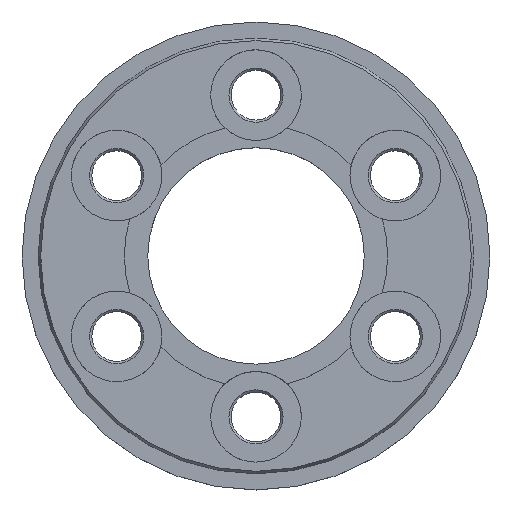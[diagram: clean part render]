
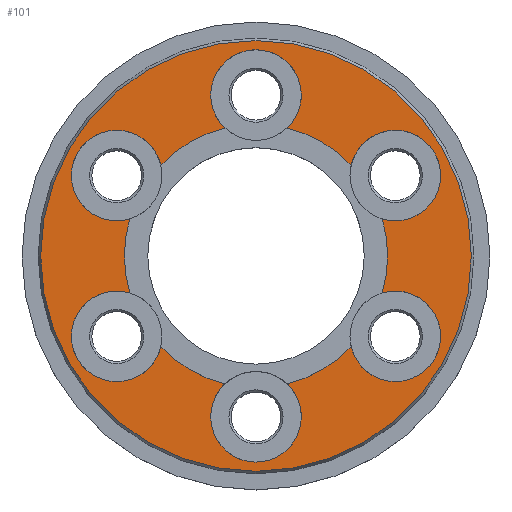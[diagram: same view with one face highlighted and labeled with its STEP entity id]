
A CAD part, top view. The second image highlights one B-rep face of the part: STEP entity #101.
In plain terms, the highlighted planar face has unit normal (0, 0, 1).
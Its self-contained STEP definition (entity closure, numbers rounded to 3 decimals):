
#59=PLANE('',#754);
#101=ADVANCED_FACE('',(#226,#227),#59,.F.);
#226=FACE_BOUND('',#312,.T.);
#227=FACE_BOUND('',#313,.T.);
#312=EDGE_LOOP('',(#445));
#313=EDGE_LOOP('',(#446,#447,#448,#449,#450,#451,#452,#453,#454,#455,#456,
#457));
#445=ORIENTED_EDGE('',*,*,#591,.T.);
#446=ORIENTED_EDGE('',*,*,#586,.T.);
#447=ORIENTED_EDGE('',*,*,#549,.F.);
#448=ORIENTED_EDGE('',*,*,#587,.T.);
#449=ORIENTED_EDGE('',*,*,#529,.F.);
#450=ORIENTED_EDGE('',*,*,#588,.T.);
#451=ORIENTED_EDGE('',*,*,#539,.F.);
#452=ORIENTED_EDGE('',*,*,#589,.T.);
#453=ORIENTED_EDGE('',*,*,#534,.F.);
#454=ORIENTED_EDGE('',*,*,#590,.T.);
#455=ORIENTED_EDGE('',*,*,#544,.F.);
#456=ORIENTED_EDGE('',*,*,#585,.T.);
#457=ORIENTED_EDGE('',*,*,#524,.F.);
#462=VERTEX_POINT('',#981);
#464=VERTEX_POINT('',#985);
#467=VERTEX_POINT('',#992);
#469=VERTEX_POINT('',#996);
#472=VERTEX_POINT('',#1003);
#474=VERTEX_POINT('',#1007);
#477=VERTEX_POINT('',#1014);
#479=VERTEX_POINT('',#1018);
#482=VERTEX_POINT('',#1025);
#484=VERTEX_POINT('',#1029);
#487=VERTEX_POINT('',#1036);
#489=VERTEX_POINT('',#1040);
#519=VERTEX_POINT('',#1149);
#524=EDGE_CURVE('',#464,#462,#594,.T.);
#529=EDGE_CURVE('',#469,#467,#597,.T.);
#534=EDGE_CURVE('',#474,#472,#600,.T.);
#539=EDGE_CURVE('',#479,#477,#603,.T.);
#544=EDGE_CURVE('',#484,#482,#606,.T.);
#549=EDGE_CURVE('',#489,#487,#609,.T.);
#585=EDGE_CURVE('',#484,#462,#645,.T.);
#586=EDGE_CURVE('',#464,#487,#646,.T.);
#587=EDGE_CURVE('',#489,#467,#647,.T.);
#588=EDGE_CURVE('',#469,#477,#648,.T.);
#589=EDGE_CURVE('',#479,#472,#649,.T.);
#590=EDGE_CURVE('',#474,#482,#650,.T.);
#591=EDGE_CURVE('',#519,#519,#651,.T.);
#594=CIRCLE('',#655,3.1);
#597=CIRCLE('',#659,3.1);
#600=CIRCLE('',#663,3.1);
#603=CIRCLE('',#667,3.1);
#606=CIRCLE('',#671,3.1);
#609=CIRCLE('',#675,3.1);
#645=CIRCLE('',#741,9.);
#646=CIRCLE('',#743,9.);
#647=CIRCLE('',#745,9.);
#648=CIRCLE('',#747,9.);
#649=CIRCLE('',#749,9.);
#650=CIRCLE('',#751,9.);
#651=CIRCLE('',#753,14.727);
#655=AXIS2_PLACEMENT_3D('',#986,#764,#765);
#659=AXIS2_PLACEMENT_3D('',#997,#774,#775);
#663=AXIS2_PLACEMENT_3D('',#1008,#784,#785);
#667=AXIS2_PLACEMENT_3D('',#1019,#794,#795);
#671=AXIS2_PLACEMENT_3D('',#1030,#804,#805);
#675=AXIS2_PLACEMENT_3D('',#1041,#814,#815);
#741=AXIS2_PLACEMENT_3D('',#1136,#946,#947);
#743=AXIS2_PLACEMENT_3D('',#1138,#950,#951);
#745=AXIS2_PLACEMENT_3D('',#1140,#954,#955);
#747=AXIS2_PLACEMENT_3D('',#1142,#958,#959);
#749=AXIS2_PLACEMENT_3D('',#1144,#962,#963);
#751=AXIS2_PLACEMENT_3D('',#1146,#966,#967);
#753=AXIS2_PLACEMENT_3D('',#1148,#970,#971);
#754=AXIS2_PLACEMENT_3D('',#1150,#972,#973);
#764=DIRECTION('',(0.,0.,1.));
#765=DIRECTION('',(-1.,0.,0.));
#774=DIRECTION('',(0.,0.,1.));
#775=DIRECTION('',(-1.,0.,0.));
#784=DIRECTION('',(0.,0.,1.));
#785=DIRECTION('',(-1.,0.,0.));
#794=DIRECTION('',(0.,0.,1.));
#795=DIRECTION('',(-1.,0.,0.));
#804=DIRECTION('',(0.,0.,1.));
#805=DIRECTION('',(-1.,0.,0.));
#814=DIRECTION('',(0.,0.,1.));
#815=DIRECTION('',(-1.,0.,0.));
#946=DIRECTION('',(0.,0.,-1.));
#947=DIRECTION('',(1.,0.,0.));
#950=DIRECTION('',(0.,0.,-1.));
#951=DIRECTION('',(1.,0.,0.));
#954=DIRECTION('',(0.,0.,-1.));
#955=DIRECTION('',(1.,0.,0.));
#958=DIRECTION('',(0.,0.,-1.));
#959=DIRECTION('',(1.,0.,0.));
#962=DIRECTION('',(0.,0.,-1.));
#963=DIRECTION('',(1.,0.,0.));
#966=DIRECTION('',(0.,0.,-1.));
#967=DIRECTION('',(1.,0.,0.));
#970=DIRECTION('',(0.,0.,1.));
#971=DIRECTION('',(-1.,0.,0.));
#972=DIRECTION('',(0.,0.,-1.));
#973=DIRECTION('',(-1.,0.,0.));
#981=CARTESIAN_POINT('',(-6.51,-6.215,8.9));
#985=CARTESIAN_POINT('',(-8.637,-2.53,8.9));
#986=CARTESIAN_POINT('',(-9.526,-5.5,8.9));
#992=CARTESIAN_POINT('',(-2.127,8.745,8.9));
#996=CARTESIAN_POINT('',(2.127,8.745,8.9));
#997=CARTESIAN_POINT('',(0.,11.,8.9));
#1003=CARTESIAN_POINT('',(8.637,-2.53,8.9));
#1007=CARTESIAN_POINT('',(6.51,-6.215,8.9));
#1008=CARTESIAN_POINT('',(9.526,-5.5,8.9));
#1014=CARTESIAN_POINT('',(6.51,6.215,8.9));
#1018=CARTESIAN_POINT('',(8.637,2.53,8.9));
#1019=CARTESIAN_POINT('',(9.526,5.5,8.9));
#1025=CARTESIAN_POINT('',(2.127,-8.745,8.9));
#1029=CARTESIAN_POINT('',(-2.127,-8.745,8.9));
#1030=CARTESIAN_POINT('',(0.,-11.,8.9));
#1036=CARTESIAN_POINT('',(-8.637,2.53,8.9));
#1040=CARTESIAN_POINT('',(-6.51,6.215,8.9));
#1041=CARTESIAN_POINT('',(-9.526,5.5,8.9));
#1136=CARTESIAN_POINT('',(0.,0.,8.9));
#1138=CARTESIAN_POINT('',(0.,0.,8.9));
#1140=CARTESIAN_POINT('',(0.,0.,8.9));
#1142=CARTESIAN_POINT('',(0.,0.,8.9));
#1144=CARTESIAN_POINT('',(0.,0.,8.9));
#1146=CARTESIAN_POINT('',(0.,0.,8.9));
#1148=CARTESIAN_POINT('',(0.,0.,8.9));
#1149=CARTESIAN_POINT('',(-14.727,0.,8.9));
#1150=CARTESIAN_POINT('',(0.,0.,8.9));
